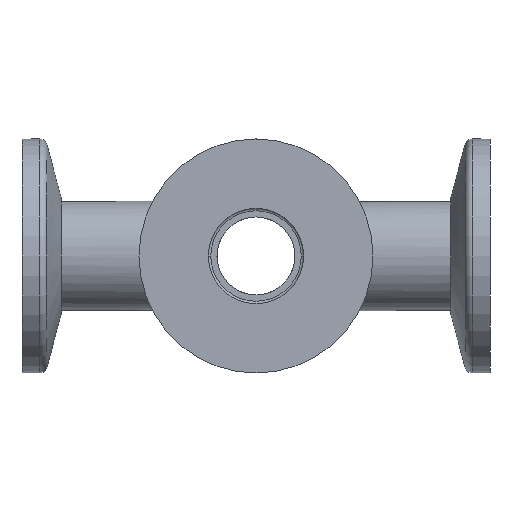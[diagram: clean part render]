
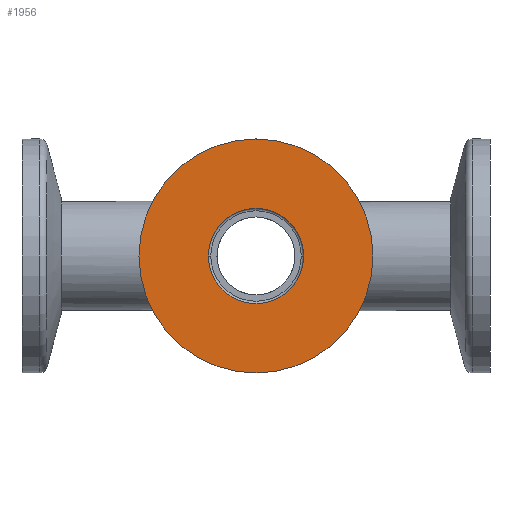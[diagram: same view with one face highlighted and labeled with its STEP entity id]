
A CAD part, front view. The second image highlights one B-rep face of the part: STEP entity #1956.
In plain terms, the highlighted planar face has unit normal (0, -1, 0).
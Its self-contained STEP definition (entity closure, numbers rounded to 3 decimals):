
#46 = EDGE_CURVE ( 'NONE', #2914, #3135, #1188, .T. ) ;
#137 = CARTESIAN_POINT ( 'NONE',  ( 15., -30., 0. ) ) ;
#139 = EDGE_CURVE ( 'NONE', #3135, #2914, #384, .T. ) ;
#312 = AXIS2_PLACEMENT_3D ( 'NONE', #2324, #733, #2593 ) ;
#384 = CIRCLE ( 'NONE', #1902, 6.1 ) ;
#575 = CIRCLE ( 'NONE', #1832, 15. ) ;
#733 = DIRECTION ( 'NONE',  ( 0., 1., 0. ) ) ;
#955 = CARTESIAN_POINT ( 'NONE',  ( -6.1, -30., 0. ) ) ;
#956 = EDGE_LOOP ( 'NONE', ( #1425, #1384 ) ) ;
#1039 = DIRECTION ( 'NONE',  ( 0., -1., 0. ) ) ;
#1184 = CARTESIAN_POINT ( 'NONE',  ( 0., -30., 0. ) ) ;
#1188 = CIRCLE ( 'NONE', #2958, 6.1 ) ;
#1211 = EDGE_CURVE ( 'NONE', #2790, #1355, #575, .T. ) ;
#1229 = ORIENTED_EDGE ( 'NONE', *, *, #1211, .T. ) ;
#1268 = ORIENTED_EDGE ( 'NONE', *, *, #1980, .T. ) ;
#1284 = FACE_BOUND ( 'NONE', #956, .T. ) ;
#1350 = CARTESIAN_POINT ( 'NONE',  ( -15., -30., 0. ) ) ;
#1355 = VERTEX_POINT ( 'NONE', #1350 ) ;
#1366 = AXIS2_PLACEMENT_3D ( 'NONE', #2618, #1039, #2876 ) ;
#1384 = ORIENTED_EDGE ( 'NONE', *, *, #139, .F. ) ;
#1425 = ORIENTED_EDGE ( 'NONE', *, *, #46, .F. ) ;
#1467 = DIRECTION ( 'NONE',  ( -1., 0., 0. ) ) ;
#1622 = CARTESIAN_POINT ( 'NONE',  ( 0., -30., 0. ) ) ;
#1630 = DIRECTION ( 'NONE',  ( 0., -1., 0. ) ) ;
#1656 = DIRECTION ( 'NONE',  ( -1., 0., 0. ) ) ;
#1832 = AXIS2_PLACEMENT_3D ( 'NONE', #1622, #1630, #1656 ) ;
#1902 = AXIS2_PLACEMENT_3D ( 'NONE', #1184, #3009, #1467 ) ;
#1956 = ADVANCED_FACE ( 'NONE', ( #1284, #3255 ), #2824, .F. ) ;
#1980 = EDGE_CURVE ( 'NONE', #1355, #2790, #2015, .T. ) ;
#2015 = CIRCLE ( 'NONE', #1366, 15. ) ;
#2272 = EDGE_LOOP ( 'NONE', ( #1268, #1229 ) ) ;
#2324 = CARTESIAN_POINT ( 'NONE',  ( 6.1, -30., 0. ) ) ;
#2468 = CARTESIAN_POINT ( 'NONE',  ( 0., -30., 0. ) ) ;
#2480 = DIRECTION ( 'NONE',  ( 0., -1., 0. ) ) ;
#2491 = DIRECTION ( 'NONE',  ( -1., 0., 0. ) ) ;
#2593 = DIRECTION ( 'NONE',  ( 1., 0., 0. ) ) ;
#2618 = CARTESIAN_POINT ( 'NONE',  ( 0., -30., 0. ) ) ;
#2790 = VERTEX_POINT ( 'NONE', #137 ) ;
#2824 = PLANE ( 'NONE',  #312 ) ;
#2876 = DIRECTION ( 'NONE',  ( -1., 0., 0. ) ) ;
#2914 = VERTEX_POINT ( 'NONE', #955 ) ;
#2958 = AXIS2_PLACEMENT_3D ( 'NONE', #2468, #2480, #2491 ) ;
#3009 = DIRECTION ( 'NONE',  ( 0., -1., 0. ) ) ;
#3135 = VERTEX_POINT ( 'NONE', #3337 ) ;
#3255 = FACE_OUTER_BOUND ( 'NONE', #2272, .T. ) ;
#3337 = CARTESIAN_POINT ( 'NONE',  ( 6.1, -30., 0. ) ) ;
